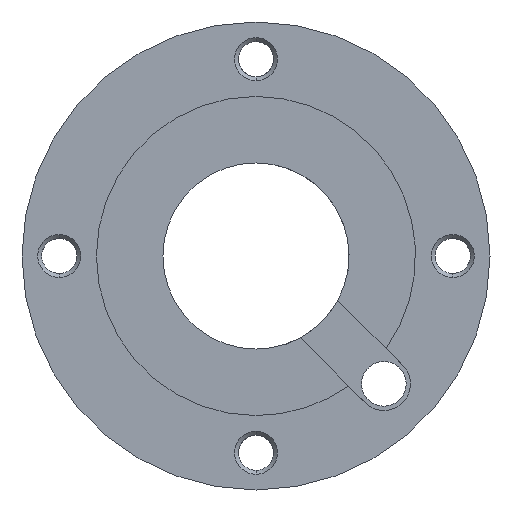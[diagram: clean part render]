
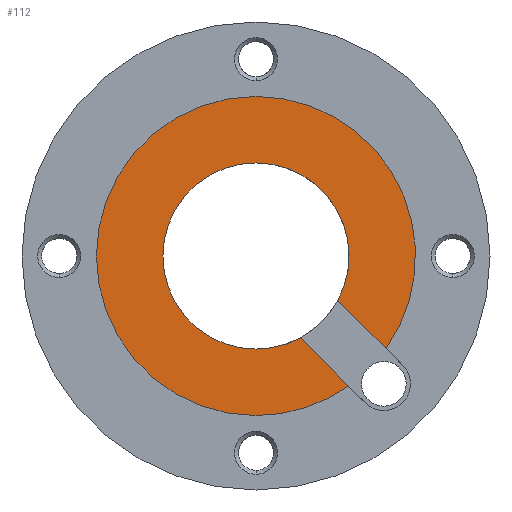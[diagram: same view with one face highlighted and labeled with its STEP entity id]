
A CAD part, front view. The second image highlights one B-rep face of the part: STEP entity #112.
In plain terms, the highlighted planar face has unit normal (0, -1, 0).
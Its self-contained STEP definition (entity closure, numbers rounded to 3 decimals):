
#15 = EDGE_CURVE ( 'NONE', #682, #1258, #708, .T. ) ;
#22 = ORIENTED_EDGE ( 'NONE', *, *, #893, .T. ) ;
#33 = PLANE ( 'NONE',  #499 ) ;
#46 = AXIS2_PLACEMENT_3D ( 'NONE', #680, #816, #192 ) ;
#67 = AXIS2_PLACEMENT_3D ( 'NONE', #853, #476, #1062 ) ;
#70 = DIRECTION ( 'NONE',  ( 0., -1., 0. ) ) ;
#76 = AXIS2_PLACEMENT_3D ( 'NONE', #917, #70, #1370 ) ;
#89 = VERTEX_POINT ( 'NONE', #1221 ) ;
#112 = ADVANCED_FACE ( 'NONE', ( #876 ), #33, .T. ) ;
#126 = DIRECTION ( 'NONE',  ( 0., 0., -1. ) ) ;
#134 = CARTESIAN_POINT ( 'NONE',  ( -1.768, -3., -1.768 ) ) ;
#144 = DIRECTION ( 'NONE',  ( 0.707, 0., -0.707 ) ) ;
#147 = DIRECTION ( 'NONE',  ( 0., -1., 0. ) ) ;
#153 = VERTEX_POINT ( 'NONE', #1228 ) ;
#156 = ORIENTED_EDGE ( 'NONE', *, *, #943, .F. ) ;
#192 = DIRECTION ( 'NONE',  ( 0., 0., -1. ) ) ;
#215 = CIRCLE ( 'NONE', #76, 8.75 ) ;
#228 = CIRCLE ( 'NONE', #67, 8.75 ) ;
#281 = ORIENTED_EDGE ( 'NONE', *, *, #653, .T. ) ;
#304 = LINE ( 'NONE', #448, #365 ) ;
#318 = ORIENTED_EDGE ( 'NONE', *, *, #1038, .F. ) ;
#319 = CARTESIAN_POINT ( 'NONE',  ( 0., -3., -8.75 ) ) ;
#333 = AXIS2_PLACEMENT_3D ( 'NONE', #1403, #1502, #792 ) ;
#363 = VERTEX_POINT ( 'NONE', #319 ) ;
#365 = VECTOR ( 'NONE', #688, 1000. ) ;
#415 = CARTESIAN_POINT ( 'NONE',  ( 0., -3., 0. ) ) ;
#417 = CIRCLE ( 'NONE', #333, 15. ) ;
#428 = DIRECTION ( 'NONE',  ( 0., 0., -1. ) ) ;
#448 = CARTESIAN_POINT ( 'NONE',  ( 1.768, -3., 1.768 ) ) ;
#476 = DIRECTION ( 'NONE',  ( 0., -1., 0. ) ) ;
#499 = AXIS2_PLACEMENT_3D ( 'NONE', #1439, #147, #126 ) ;
#541 = ORIENTED_EDGE ( 'NONE', *, *, #1186, .F. ) ;
#603 = ORIENTED_EDGE ( 'NONE', *, *, #15, .F. ) ;
#631 = AXIS2_PLACEMENT_3D ( 'NONE', #821, #1187, #707 ) ;
#653 = EDGE_CURVE ( 'NONE', #660, #1258, #778, .T. ) ;
#660 = VERTEX_POINT ( 'NONE', #710 ) ;
#666 = DIRECTION ( 'NONE',  ( 0., -1., 0. ) ) ;
#680 = CARTESIAN_POINT ( 'NONE',  ( 0., -3., 0. ) ) ;
#682 = VERTEX_POINT ( 'NONE', #979 ) ;
#688 = DIRECTION ( 'NONE',  ( -0.707, 0., 0.707 ) ) ;
#707 = DIRECTION ( 'NONE',  ( 0., 0., -1. ) ) ;
#708 = LINE ( 'NONE', #134, #834 ) ;
#710 = CARTESIAN_POINT ( 'NONE',  ( 0., -3., -15. ) ) ;
#778 = CIRCLE ( 'NONE', #631, 15. ) ;
#792 = DIRECTION ( 'NONE',  ( 0., 0., -1. ) ) ;
#816 = DIRECTION ( 'NONE',  ( 0., -1., 0. ) ) ;
#821 = CARTESIAN_POINT ( 'NONE',  ( 0., -3., 0. ) ) ;
#834 = VECTOR ( 'NONE', #144, 1000. ) ;
#853 = CARTESIAN_POINT ( 'NONE',  ( 0., -3., 0. ) ) ;
#868 = CIRCLE ( 'NONE', #1353, 15. ) ;
#876 = FACE_OUTER_BOUND ( 'NONE', #1055, .T. ) ;
#893 = EDGE_CURVE ( 'NONE', #153, #1334, #868, .T. ) ;
#917 = CARTESIAN_POINT ( 'NONE',  ( 0., -3., 0. ) ) ;
#943 = EDGE_CURVE ( 'NONE', #1046, #363, #215, .T. ) ;
#955 = CIRCLE ( 'NONE', #46, 8.75 ) ;
#979 = CARTESIAN_POINT ( 'NONE',  ( 4.162, -3., -7.697 ) ) ;
#1002 = EDGE_CURVE ( 'NONE', #1334, #660, #417, .T. ) ;
#1038 = EDGE_CURVE ( 'NONE', #363, #682, #955, .T. ) ;
#1040 = CARTESIAN_POINT ( 'NONE',  ( 0., -3., 8.75 ) ) ;
#1046 = VERTEX_POINT ( 'NONE', #1040 ) ;
#1053 = ORIENTED_EDGE ( 'NONE', *, *, #1002, .T. ) ;
#1055 = EDGE_LOOP ( 'NONE', ( #541, #22, #1053, #281, #603, #318, #156, #1485 ) ) ;
#1062 = DIRECTION ( 'NONE',  ( 0., 0., -1. ) ) ;
#1092 = CARTESIAN_POINT ( 'NONE',  ( 8.69, -3., -12.226 ) ) ;
#1186 = EDGE_CURVE ( 'NONE', #153, #89, #304, .T. ) ;
#1187 = DIRECTION ( 'NONE',  ( 0., -1., 0. ) ) ;
#1221 = CARTESIAN_POINT ( 'NONE',  ( 7.697, -3., -4.162 ) ) ;
#1228 = CARTESIAN_POINT ( 'NONE',  ( 12.226, -3., -8.69 ) ) ;
#1236 = EDGE_CURVE ( 'NONE', #89, #1046, #228, .T. ) ;
#1258 = VERTEX_POINT ( 'NONE', #1092 ) ;
#1287 = CARTESIAN_POINT ( 'NONE',  ( 0., -3., 15. ) ) ;
#1334 = VERTEX_POINT ( 'NONE', #1287 ) ;
#1353 = AXIS2_PLACEMENT_3D ( 'NONE', #415, #666, #428 ) ;
#1370 = DIRECTION ( 'NONE',  ( 0., 0., -1. ) ) ;
#1403 = CARTESIAN_POINT ( 'NONE',  ( 0., -3., 0. ) ) ;
#1439 = CARTESIAN_POINT ( 'NONE',  ( 0., -3., 0. ) ) ;
#1485 = ORIENTED_EDGE ( 'NONE', *, *, #1236, .F. ) ;
#1502 = DIRECTION ( 'NONE',  ( 0., -1., 0. ) ) ;
